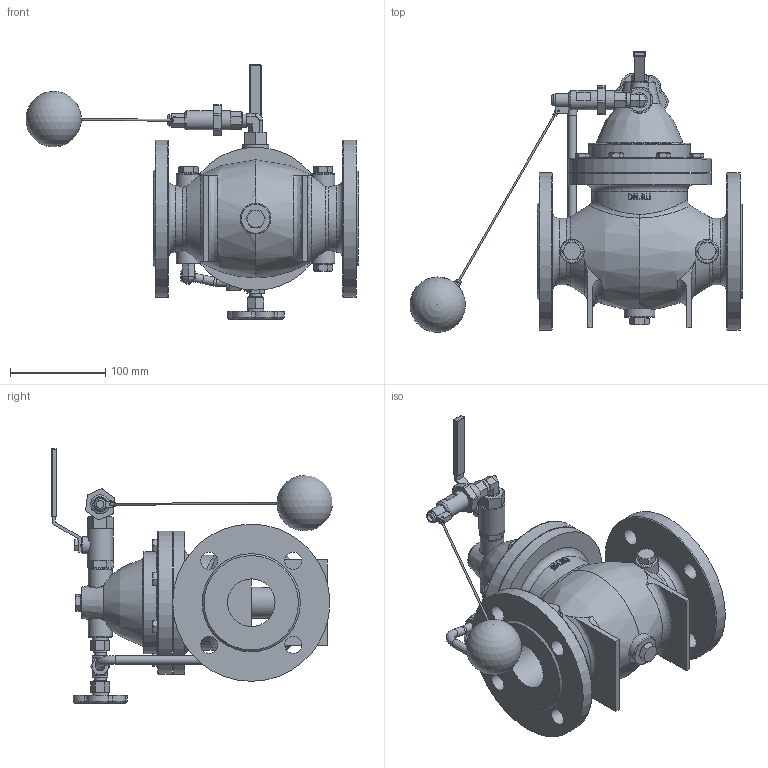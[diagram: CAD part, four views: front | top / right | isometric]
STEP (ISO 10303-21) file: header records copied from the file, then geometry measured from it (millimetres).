
FILE_DESCRIPTION(/* description */ (''),/* implementation_level */ '2;1');
FILE_NAME(/* name */ 'DN50_3D_STEP.stp',/* time_stamp */ '2024-12-23T06:37:45+03:00',/* author */ ('igorr'),/* organization */ (''),/* preprocessor_version */ 'ST-DEVELOPER v20',/* originating_system */ 'Autodesk Inventor 2025',/* authorisation */ '');
FILE_SCHEMA (('AUTOMOTIVE_DESIGN { 1 0 10303 214 3 1 1 }'));
Products named in the file (12): Сборка; Деталь1; AS 1110 - M10 x 25; Деталь6; Parker, концы труб внутренний-
внутренний XV500P XV500P-6; Деталь2; Parker, входящее колено 
169C-269C 169C-6-6; Parker A-Lok - дробная трубная 
3/8; Деталь3; AS 1110 - M8 x 12; AS 1110 - M12 x 20; Деталь4
Assembly tree (22 placements, depth 2):
  Сборка
    Деталь1
    AS 1110 - M10 x 25
    Деталь6
    Parker, концы труб внутренний-
внутренний XV500P XV500P-6
    Parker, входящее колено 
169C-269C 169C-6-6  x2
    Деталь2
    Parker A-Lok - дробная трубная 
3/8
    Деталь3
    AS 1110 - M8 x 12  x8
    AS 1110 - M12 x 20  x4
    Деталь4
Bounding box: 348.5 x 294.62 x 266.76 mm (x, y, z)
Volume: 3001769.3 mm3; surface area: 367303.3 mm2
Topology: 22 solids, 23 shells, 940 faces, 2176 edges, 1351 vertices
Faces by surface type: plane 510, cylinder 186, cone 153, bspline 51, torus 35, sphere 5
Full cylindrical faces by diameter (mm): 2 x3, 4 x1, 6 x1, 7.137 x2, 7.734 x1, 7.925 x4, 8 x9, 9 x13, 9.525 x4, 10 x1, 11.906 x2, 12 x5, 12.573 x3, 13 x14, 14.254 x3, 14.287 x2, 16 x1, 16.016 x2, 16.967 x3, 18 x12, 18.047 x1, 20 x2, 23.884 x1, 25 x6, 27.496 x1, 32.233 x2, 50 x1, 64.636 x1, 70 x2, 100 x1
Entity records: 23364 total; most frequent: CARTESIAN_POINT 7620, ORIENTED_EDGE 3100, DIRECTION 3086, EDGE_CURVE 1550, AXIS2_PLACEMENT_3D 1189, VERTEX_POINT 985, EDGE_LOOP 759, LINE 708
